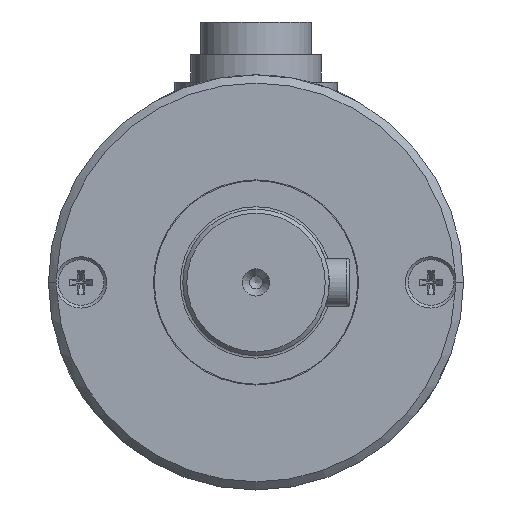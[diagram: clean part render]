
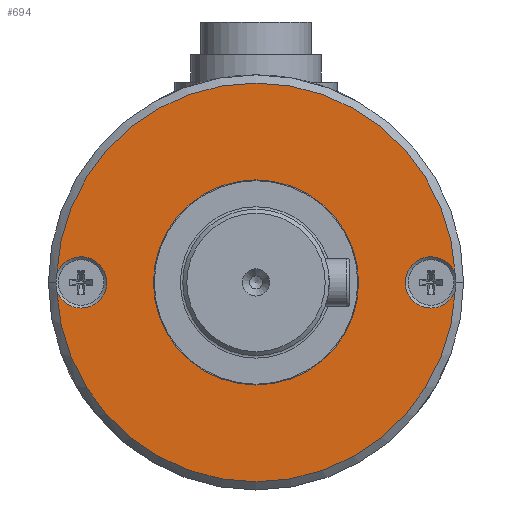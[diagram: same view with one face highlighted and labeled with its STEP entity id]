
A CAD part, front view. The second image highlights one B-rep face of the part: STEP entity #694.
In plain terms, the highlighted face is planar.
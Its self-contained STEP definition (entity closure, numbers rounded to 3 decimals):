
#694 = ADVANCED_FACE( '', ( #1405, #1406 ), #1407, .T. );
#1405 = FACE_OUTER_BOUND( '', #2214, .T. );
#1406 = FACE_BOUND( '', #2215, .T. );
#1407 = PLANE( '', #2216 );
#2214 = EDGE_LOOP( '', ( #3475, #3476, #3477, #3478 ) );
#2215 = EDGE_LOOP( '', ( #3479, #3480 ) );
#2216 = AXIS2_PLACEMENT_3D( '', #3481, #3482, #3483 );
#3475 = ORIENTED_EDGE( '', *, *, #4612, .T. );
#3476 = ORIENTED_EDGE( '', *, *, #4745, .F. );
#3477 = ORIENTED_EDGE( '', *, *, #4746, .T. );
#3478 = ORIENTED_EDGE( '', *, *, #4747, .F. );
#3479 = ORIENTED_EDGE( '', *, *, #4748, .T. );
#3480 = ORIENTED_EDGE( '', *, *, #4749, .T. );
#3481 = CARTESIAN_POINT( '', ( 4., -12.75, 0. ) );
#3482 = DIRECTION( '', ( 1., 0., 0. ) );
#3483 = DIRECTION( '', ( 0., 1., 0. ) );
#4612 = EDGE_CURVE( '', #5438, #5436, #5439, .T. );
#4745 = EDGE_CURVE( '', #5625, #5436, #5626, .T. );
#4746 = EDGE_CURVE( '', #5625, #5627, #5628, .T. );
#4747 = EDGE_CURVE( '', #5438, #5627, #5629, .T. );
#4748 = EDGE_CURVE( '', #5630, #5631, #5632, .T. );
#4749 = EDGE_CURVE( '', #5631, #5630, #5633, .T. );
#5436 = VERTEX_POINT( '', #6769 );
#5438 = VERTEX_POINT( '', #6774 );
#5439 = CIRCLE( '', #6775, 3.15 );
#5625 = VERTEX_POINT( '', #7277 );
#5626 = CIRCLE( '', #7278, 24.5 );
#5627 = VERTEX_POINT( '', #7279 );
#5628 = CIRCLE( '', #7280, 3.15 );
#5629 = CIRCLE( '', #7281, 24.5 );
#5630 = VERTEX_POINT( '', #7282 );
#5631 = VERTEX_POINT( '', #7283 );
#5632 = CIRCLE( '', #7284, 12.6 );
#5633 = CIRCLE( '', #7285, 12.6 );
#6769 = CARTESIAN_POINT( '', ( 4., -24.479, -1.025 ) );
#6774 = CARTESIAN_POINT( '', ( 4., -24.479, 1.025 ) );
#6775 = AXIS2_PLACEMENT_3D( '', #8013, #8014, #8015 );
#7277 = CARTESIAN_POINT( '', ( 4., 24.479, -1.025 ) );
#7278 = AXIS2_PLACEMENT_3D( '', #8169, #8170, #8171 );
#7279 = CARTESIAN_POINT( '', ( 4., 24.479, 1.025 ) );
#7280 = AXIS2_PLACEMENT_3D( '', #8172, #8173, #8174 );
#7281 = AXIS2_PLACEMENT_3D( '', #8175, #8176, #8177 );
#7282 = CARTESIAN_POINT( '', ( 4., 0., -12.6 ) );
#7283 = CARTESIAN_POINT( '', ( 4., 0., 12.6 ) );
#7284 = AXIS2_PLACEMENT_3D( '', #8178, #8179, #8180 );
#7285 = AXIS2_PLACEMENT_3D( '', #8181, #8182, #8183 );
#8013 = CARTESIAN_POINT( '', ( 4., -21.5, 0. ) );
#8014 = DIRECTION( '', ( -1., 0., 0. ) );
#8015 = DIRECTION( '', ( 0., 0., 1. ) );
#8169 = CARTESIAN_POINT( '', ( 4., 0., 0. ) );
#8170 = DIRECTION( '', ( -1., 0., 0. ) );
#8171 = DIRECTION( '', ( 0., 1., 0. ) );
#8172 = CARTESIAN_POINT( '', ( 4., 21.5, 0. ) );
#8173 = DIRECTION( '', ( -1., 0., 0. ) );
#8174 = DIRECTION( '', ( 0., 0., 1. ) );
#8175 = CARTESIAN_POINT( '', ( 4., 0., 0. ) );
#8176 = DIRECTION( '', ( -1., 0., 0. ) );
#8177 = DIRECTION( '', ( 0., 1., 0. ) );
#8178 = CARTESIAN_POINT( '', ( 4., 0., 0. ) );
#8179 = DIRECTION( '', ( -1., 0., 0. ) );
#8180 = DIRECTION( '', ( 0., 0., -1. ) );
#8181 = CARTESIAN_POINT( '', ( 4., 0., 0. ) );
#8182 = DIRECTION( '', ( -1., 0., 0. ) );
#8183 = DIRECTION( '', ( 0., 0., -1. ) );
